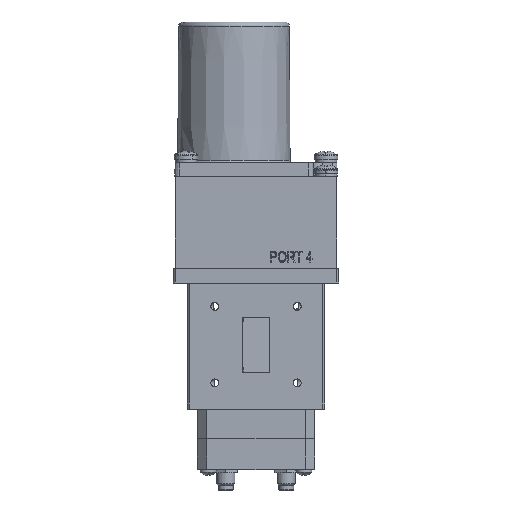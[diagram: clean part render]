
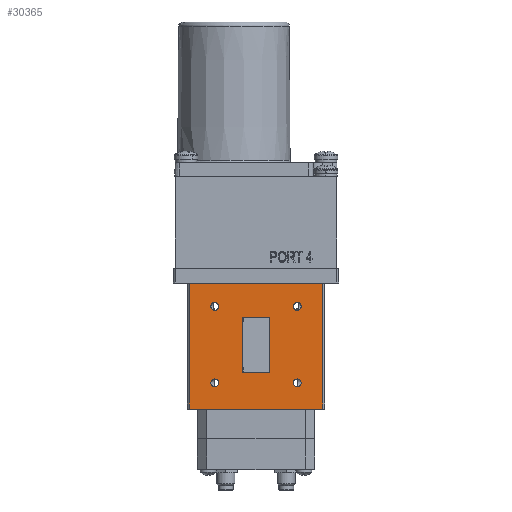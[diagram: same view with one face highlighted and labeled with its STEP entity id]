
A CAD part, front view. The second image highlights one B-rep face of the part: STEP entity #30365.
In plain terms, the highlighted planar face has unit normal (0, -1, 0).
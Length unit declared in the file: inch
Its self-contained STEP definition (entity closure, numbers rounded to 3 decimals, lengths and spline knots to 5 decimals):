
#764 = VERTEX_POINT ( 'NONE', #1457 ) ;
#766 = VERTEX_POINT ( 'NONE', #1459 ) ;
#769 = VERTEX_POINT ( 'NONE', #1462 ) ;
#772 = VERTEX_POINT ( 'NONE', #1465 ) ;
#1457 = CARTESIAN_POINT ( 'NONE',  ( 0.561, -0.9375, 1.34175 ) ) ;
#1459 = CARTESIAN_POINT ( 'NONE',  ( -0.561, -0.9375, 1.34175 ) ) ;
#1462 = CARTESIAN_POINT ( 'NONE',  ( -0.561, -0.9375, 1.44825 ) ) ;
#1465 = CARTESIAN_POINT ( 'NONE',  ( 0.561, -0.9375, 1.44825 ) ) ;
#5129 = VERTEX_POINT ( 'NONE', #6875 ) ;
#5132 = VERTEX_POINT ( 'NONE', #6878 ) ;
#5133 = VERTEX_POINT ( 'NONE', #6879 ) ;
#5136 = VERTEX_POINT ( 'NONE', #6882 ) ;
#6875 = CARTESIAN_POINT ( 'NONE',  ( 0.561, -0.9375, 0.40825 ) ) ;
#6878 = CARTESIAN_POINT ( 'NONE',  ( -0.561, -0.9375, 0.30175 ) ) ;
#6879 = CARTESIAN_POINT ( 'NONE',  ( 0.561, -0.9375, 0.30175 ) ) ;
#6882 = CARTESIAN_POINT ( 'NONE',  ( -0.561, -0.9375, 0.40825 ) ) ;
#9331 = AXIS2_PLACEMENT_3D ( 'NONE', #28672, #28668, #28674 ) ;
#13524 = FACE_BOUND ( 'NONE', #29999, .T. ) ;
#13526 = FACE_BOUND ( 'NONE', #30030, .T. ) ;
#13528 = FACE_BOUND ( 'NONE', #29964, .T. ) ;
#13530 = FACE_BOUND ( 'NONE', #30027, .T. ) ;
#13532 = FACE_BOUND ( 'NONE', #30029, .T. ) ;
#13533 = FACE_OUTER_BOUND ( 'NONE', #30043, .T. ) ;
#13812 = CARTESIAN_POINT ( 'NONE',  ( -0.1875, -0.9375, 1.25 ) ) ;
#13862 = CARTESIAN_POINT ( 'NONE',  ( -0.1875, -0.9375, 0.5 ) ) ;
#13879 = CARTESIAN_POINT ( 'NONE',  ( 0.1875, -0.9375, 1.25 ) ) ;
#13883 = CARTESIAN_POINT ( 'NONE',  ( 0.1875, -0.9375, 0.5 ) ) ;
#19759 = AXIS2_PLACEMENT_3D ( 'NONE', #30938, #30940, #30942 ) ;
#19772 = AXIS2_PLACEMENT_3D ( 'NONE', #31205, #31207, #31209 ) ;
#19774 = AXIS2_PLACEMENT_3D ( 'NONE', #31316, #31318, #31320 ) ;
#19803 = AXIS2_PLACEMENT_3D ( 'NONE', #32074, #32076, #32078 ) ;
#19806 = AXIS2_PLACEMENT_3D ( 'NONE', #32139, #32141, #32143 ) ;
#19811 = AXIS2_PLACEMENT_3D ( 'NONE', #32735, #32736, #32737 ) ;
#19821 = AXIS2_PLACEMENT_3D ( 'NONE', #32778, #32779, #32780 ) ;
#19827 = AXIS2_PLACEMENT_3D ( 'NONE', #32814, #32815, #32816 ) ;
#21712 = LINE ( 'NONE', #30874, #21718 ) ;
#21718 = VECTOR ( 'NONE', #30875, 39.37008 ) ;
#21739 = CIRCLE ( 'NONE', #19759, 0.05325 ) ;
#21820 = CIRCLE ( 'NONE', #19772, 0.05325 ) ;
#21832 = CIRCLE ( 'NONE', #19774, 0.05325 ) ;
#21962 = CIRCLE ( 'NONE', #19803, 0.05325 ) ;
#21973 = CIRCLE ( 'NONE', #19806, 0.05325 ) ;
#21992 = CIRCLE ( 'NONE', #19811, 0.05325 ) ;
#22020 = CIRCLE ( 'NONE', #19821, 0.05325 ) ;
#22036 = CIRCLE ( 'NONE', #19827, 0.05325 ) ;
#22041 = LINE ( 'NONE', #32819, #22043 ) ;
#22043 = VECTOR ( 'NONE', #32821, 39.37008 ) ;
#22045 = LINE ( 'NONE', #32828, #22048 ) ;
#22048 = VECTOR ( 'NONE', #32829, 39.37008 ) ;
#22051 = LINE ( 'NONE', #32834, #22054 ) ;
#22054 = VECTOR ( 'NONE', #32835, 39.37008 ) ;
#22060 = LINE ( 'NONE', #32842, #22062 ) ;
#22062 = VECTOR ( 'NONE', #32843, 39.37008 ) ;
#22066 = LINE ( 'NONE', #32859, #22069 ) ;
#22069 = VECTOR ( 'NONE', #32860, 39.37008 ) ;
#22085 = LINE ( 'NONE', #32929, #22111 ) ;
#22102 = LINE ( 'NONE', #32921, #22105 ) ;
#22105 = VECTOR ( 'NONE', #32922, 39.37008 ) ;
#22111 = VECTOR ( 'NONE', #32934, 39.37008 ) ;
#23367 = VERTEX_POINT ( 'NONE', #30778 ) ;
#23380 = VERTEX_POINT ( 'NONE', #30791 ) ;
#23388 = ORIENTED_EDGE ( 'NONE', *, *, #24019, .F. ) ;
#23389 = ORIENTED_EDGE ( 'NONE', *, *, #24147, .F. ) ;
#23390 = ORIENTED_EDGE ( 'NONE', *, *, #24025, .F. ) ;
#23391 = ORIENTED_EDGE ( 'NONE', *, *, #24126, .F. ) ;
#23392 = ORIENTED_EDGE ( 'NONE', *, *, #23985, .F. ) ;
#23393 = ORIENTED_EDGE ( 'NONE', *, *, #24117, .F. ) ;
#23394 = ORIENTED_EDGE ( 'NONE', *, *, #24178, .F. ) ;
#23395 = ORIENTED_EDGE ( 'NONE', *, *, #24165, .F. ) ;
#23396 = ORIENTED_EDGE ( 'NONE', *, *, #23973, .F. ) ;
#23397 = ORIENTED_EDGE ( 'NONE', *, *, #24193, .F. ) ;
#23398 = ORIENTED_EDGE ( 'NONE', *, *, #24187, .F. ) ;
#23399 = ORIENTED_EDGE ( 'NONE', *, *, #24184, .F. ) ;
#23400 = ORIENTED_EDGE ( 'NONE', *, *, #24181, .T. ) ;
#23401 = ORIENTED_EDGE ( 'NONE', *, *, #24226, .T. ) ;
#23402 = ORIENTED_EDGE ( 'NONE', *, *, #24197, .F. ) ;
#23403 = ORIENTED_EDGE ( 'NONE', *, *, #24222, .T. ) ;
#23973 = EDGE_CURVE ( 'NONE', #38769, #38765, #21712, .T. ) ;
#23985 = EDGE_CURVE ( 'NONE', #5133, #5129, #21739, .T. ) ;
#24019 = EDGE_CURVE ( 'NONE', #766, #769, #21820, .T. ) ;
#24025 = EDGE_CURVE ( 'NONE', #5132, #5136, #21832, .T. ) ;
#24117 = EDGE_CURVE ( 'NONE', #5129, #5133, #21962, .T. ) ;
#24126 = EDGE_CURVE ( 'NONE', #5136, #5132, #21973, .T. ) ;
#24147 = EDGE_CURVE ( 'NONE', #769, #766, #21992, .T. ) ;
#24165 = EDGE_CURVE ( 'NONE', #772, #764, #22020, .T. ) ;
#24178 = EDGE_CURVE ( 'NONE', #764, #772, #22036, .T. ) ;
#24181 = EDGE_CURVE ( 'NONE', #30329, #30332, #22041, .T. ) ;
#24184 = EDGE_CURVE ( 'NONE', #38765, #38698, #22045, .T. ) ;
#24187 = EDGE_CURVE ( 'NONE', #38698, #38748, #22051, .T. ) ;
#24193 = EDGE_CURVE ( 'NONE', #38748, #38769, #22060, .T. ) ;
#24197 = EDGE_CURVE ( 'NONE', #23367, #23380, #22066, .T. ) ;
#24222 = EDGE_CURVE ( 'NONE', #23367, #30329, #22102, .T. ) ;
#24226 = EDGE_CURVE ( 'NONE', #30332, #23380, #22085, .T. ) ;
#28493 = CARTESIAN_POINT ( 'NONE',  ( -0.9075, -0.9375, 0. ) ) ;
#28499 = CARTESIAN_POINT ( 'NONE',  ( 0.9075, -0.9375, 0. ) ) ;
#28668 = DIRECTION ( 'NONE',  ( 0., 1., 0. ) ) ;
#28670 = PLANE ( 'NONE',  #9331 ) ;
#28672 = CARTESIAN_POINT ( 'NONE',  ( -0.9375, -0.9375, 1.712 ) ) ;
#28674 = DIRECTION ( 'NONE',  ( 0., 0., 1. ) ) ;
#29964 = EDGE_LOOP ( 'NONE', ( #23392, #23393 ) ) ;
#29999 = EDGE_LOOP ( 'NONE', ( #23388, #23389 ) ) ;
#30027 = EDGE_LOOP ( 'NONE', ( #23396, #23397, #23398, #23399 ) ) ;
#30029 = EDGE_LOOP ( 'NONE', ( #23390, #23391 ) ) ;
#30030 = EDGE_LOOP ( 'NONE', ( #23394, #23395 ) ) ;
#30043 = EDGE_LOOP ( 'NONE', ( #23400, #23401, #23402, #23403 ) ) ;
#30329 = VERTEX_POINT ( 'NONE', #28493 ) ;
#30332 = VERTEX_POINT ( 'NONE', #28499 ) ;
#30365 = ADVANCED_FACE ( 'NONE', ( #13524, #13532, #13528, #13526, #13530, #13533 ), #28670, .F. ) ;
#30778 = CARTESIAN_POINT ( 'NONE',  ( -0.9075, -0.9375, 1.712 ) ) ;
#30791 = CARTESIAN_POINT ( 'NONE',  ( 0.9075, -0.9375, 1.712 ) ) ;
#30874 = CARTESIAN_POINT ( 'NONE',  ( 0.1875, -0.9375, 1.25 ) ) ;
#30875 = DIRECTION ( 'NONE',  ( 0., 0., 1. ) ) ;
#30938 = CARTESIAN_POINT ( 'NONE',  ( 0.561, -0.9375, 0.355 ) ) ;
#30940 = DIRECTION ( 'NONE',  ( 0., -1., 0. ) ) ;
#30942 = DIRECTION ( 'NONE',  ( 0., 0., -1. ) ) ;
#31205 = CARTESIAN_POINT ( 'NONE',  ( -0.561, -0.9375, 1.395 ) ) ;
#31207 = DIRECTION ( 'NONE',  ( 0., -1., 0. ) ) ;
#31209 = DIRECTION ( 'NONE',  ( 0., 0., -1. ) ) ;
#31316 = CARTESIAN_POINT ( 'NONE',  ( -0.561, -0.9375, 0.355 ) ) ;
#31318 = DIRECTION ( 'NONE',  ( 0., -1., 0. ) ) ;
#31320 = DIRECTION ( 'NONE',  ( 0., 0., -1. ) ) ;
#32074 = CARTESIAN_POINT ( 'NONE',  ( 0.561, -0.9375, 0.355 ) ) ;
#32076 = DIRECTION ( 'NONE',  ( 0., -1., 0. ) ) ;
#32078 = DIRECTION ( 'NONE',  ( 0., 0., -1. ) ) ;
#32139 = CARTESIAN_POINT ( 'NONE',  ( -0.561, -0.9375, 0.355 ) ) ;
#32141 = DIRECTION ( 'NONE',  ( 0., -1., 0. ) ) ;
#32143 = DIRECTION ( 'NONE',  ( 0., 0., -1. ) ) ;
#32735 = CARTESIAN_POINT ( 'NONE',  ( -0.561, -0.9375, 1.395 ) ) ;
#32736 = DIRECTION ( 'NONE',  ( 0., -1., 0. ) ) ;
#32737 = DIRECTION ( 'NONE',  ( 0., 0., -1. ) ) ;
#32778 = CARTESIAN_POINT ( 'NONE',  ( 0.561, -0.9375, 1.395 ) ) ;
#32779 = DIRECTION ( 'NONE',  ( 0., -1., 0. ) ) ;
#32780 = DIRECTION ( 'NONE',  ( 0., 0., -1. ) ) ;
#32814 = CARTESIAN_POINT ( 'NONE',  ( 0.561, -0.9375, 1.395 ) ) ;
#32815 = DIRECTION ( 'NONE',  ( 0., -1., 0. ) ) ;
#32816 = DIRECTION ( 'NONE',  ( 0., 0., -1. ) ) ;
#32819 = CARTESIAN_POINT ( 'NONE',  ( -0.9375, -0.9375, 0. ) ) ;
#32821 = DIRECTION ( 'NONE',  ( 1., 0., 0. ) ) ;
#32828 = CARTESIAN_POINT ( 'NONE',  ( -0.1875, -0.9375, 1.25 ) ) ;
#32829 = DIRECTION ( 'NONE',  ( -1., 0., 0. ) ) ;
#32834 = CARTESIAN_POINT ( 'NONE',  ( -0.1875, -0.9375, 1.25 ) ) ;
#32835 = DIRECTION ( 'NONE',  ( 0., 0., -1. ) ) ;
#32842 = CARTESIAN_POINT ( 'NONE',  ( -0.1875, -0.9375, 0.5 ) ) ;
#32843 = DIRECTION ( 'NONE',  ( 1., 0., 0. ) ) ;
#32859 = CARTESIAN_POINT ( 'NONE',  ( -0.9375, -0.9375, 1.712 ) ) ;
#32860 = DIRECTION ( 'NONE',  ( 1., 0., 0. ) ) ;
#32921 = CARTESIAN_POINT ( 'NONE',  ( -0.9075, -0.9375, 1.712 ) ) ;
#32922 = DIRECTION ( 'NONE',  ( 0., 0., -1. ) ) ;
#32929 = CARTESIAN_POINT ( 'NONE',  ( 0.9075, -0.9375, 1.712 ) ) ;
#32934 = DIRECTION ( 'NONE',  ( 0., 0., 1. ) ) ;
#38698 = VERTEX_POINT ( 'NONE', #13812 ) ;
#38748 = VERTEX_POINT ( 'NONE', #13862 ) ;
#38765 = VERTEX_POINT ( 'NONE', #13879 ) ;
#38769 = VERTEX_POINT ( 'NONE', #13883 ) ;
